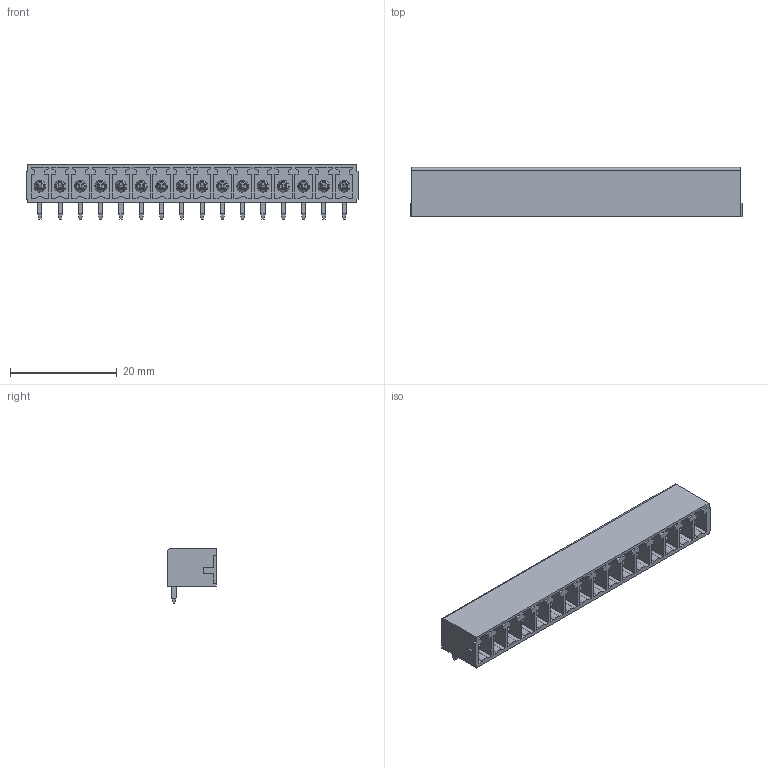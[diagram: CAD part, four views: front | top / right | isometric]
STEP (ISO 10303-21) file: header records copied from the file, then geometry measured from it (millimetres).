
FILE_DESCRIPTION(('CATIA V5 STEP Exchange','CAx-IF Rec.Pracs.--- Model Styling and Organization---1.2---2011-12-15'),'2;1');
FILE_NAME ('D1456255_0', '2018-09-29T03:43:38+00:00', ('none'), ('Weidmueller'), 'CATIA Version 5-6 Release 2014', 'CATIA V5 STEP AP214', 'none');
FILE_SCHEMA(('AUTOMOTIVE_DESIGN { 1 0 10303 214 1 1 1 1 }'));
Length unit declared in the file: millimetre
Products named in the file (1): 1793210000
Bounding box: 62.35 x 9.2 x 10.25 mm (x, y, z)
Volume: 1778.6 mm3; surface area: 5798.6 mm2
Topology: 17 solids, 17 shells, 1267 faces, 3634 edges, 2449 vertices
Faces by surface type: plane 906, cylinder 297, cone 32, torus 32
Entity records: 38242 total; most frequent: CARTESIAN_POINT 7472, ORIENTED_EDGE 7268, DIRECTION 4870, EDGE_CURVE 3634, VECTOR 2848, LINE 2848, VERTEX_POINT 2449, EDGE_LOOP 1347
